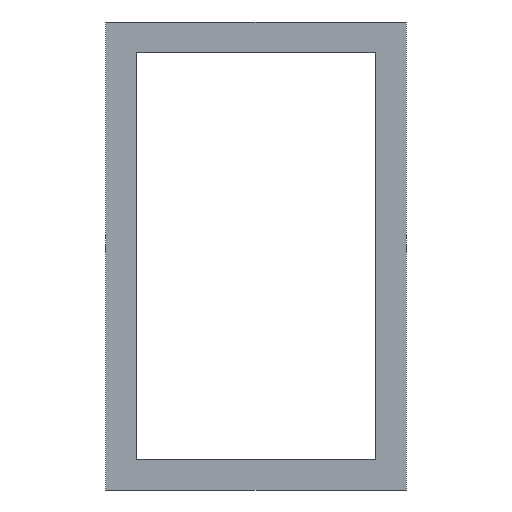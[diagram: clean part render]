
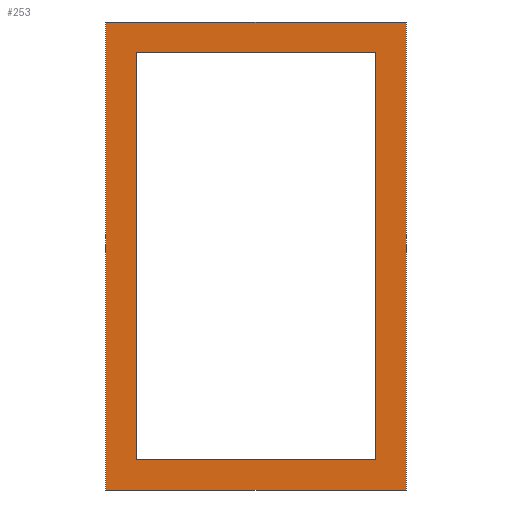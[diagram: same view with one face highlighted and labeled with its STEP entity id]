
A CAD part, left-side view. The second image highlights one B-rep face of the part: STEP entity #253.
In plain terms, the highlighted planar face has unit normal (-1, 0, 0).
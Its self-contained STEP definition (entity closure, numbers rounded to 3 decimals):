
#201=AXIS2_PLACEMENT_3D('Plane Axis2P3D',#198,#199,#200) ;
#127=CARTESIAN_POINT('Vertex',(0.,1030.717,1063.369)) ;
#132=CARTESIAN_POINT('Line Origine',(0.,1130.817,1063.369)) ;
#136=CARTESIAN_POINT('Vertex',(0.,1230.917,1063.369)) ;
#163=CARTESIAN_POINT('Line Origine',(0.,1130.817,1088.769)) ;
#167=CARTESIAN_POINT('Vertex',(0.,1256.317,1088.769)) ;
#169=CARTESIAN_POINT('Vertex',(0.,1005.317,1088.769)) ;
#198=CARTESIAN_POINT('Axis2P3D Location',(0.,0.,0.)) ;
#203=CARTESIAN_POINT('Line Origine',(0.,1005.317,893.189)) ;
#207=CARTESIAN_POINT('Vertex',(0.,1005.317,697.609)) ;
#210=CARTESIAN_POINT('Line Origine',(0.,1256.317,893.189)) ;
#214=CARTESIAN_POINT('Vertex',(0.,1256.317,697.609)) ;
#217=CARTESIAN_POINT('Line Origine',(0.,1130.817,697.609)) ;
#228=CARTESIAN_POINT('Line Origine',(0.,1030.717,893.189)) ;
#232=CARTESIAN_POINT('Vertex',(0.,1030.717,723.009)) ;
#235=CARTESIAN_POINT('Line Origine',(0.,1130.817,723.009)) ;
#239=CARTESIAN_POINT('Vertex',(0.,1230.917,723.009)) ;
#242=CARTESIAN_POINT('Line Origine',(0.,1230.917,893.189)) ;
#133=DIRECTION('Vector Direction',(0.,-1.,0.)) ;
#164=DIRECTION('Vector Direction',(0.,1.,0.)) ;
#199=DIRECTION('Axis2P3D Direction',(1.,0.,0.)) ;
#200=DIRECTION('Axis2P3D XDirection',(0.,1.,0.)) ;
#204=DIRECTION('Vector Direction',(0.,0.,-1.)) ;
#211=DIRECTION('Vector Direction',(0.,0.,1.)) ;
#218=DIRECTION('Vector Direction',(0.,-1.,0.)) ;
#229=DIRECTION('Vector Direction',(0.,0.,1.)) ;
#236=DIRECTION('Vector Direction',(0.,1.,0.)) ;
#243=DIRECTION('Vector Direction',(0.,0.,-1.)) ;
#134=VECTOR('Line Direction',#133,1.) ;
#165=VECTOR('Line Direction',#164,1.) ;
#205=VECTOR('Line Direction',#204,1.) ;
#212=VECTOR('Line Direction',#211,1.) ;
#219=VECTOR('Line Direction',#218,1.) ;
#230=VECTOR('Line Direction',#229,1.) ;
#237=VECTOR('Line Direction',#236,1.) ;
#244=VECTOR('Line Direction',#243,1.) ;
#223=ORIENTED_EDGE('',*,*,#209,.F.) ;
#224=ORIENTED_EDGE('',*,*,#171,.F.) ;
#225=ORIENTED_EDGE('',*,*,#216,.F.) ;
#226=ORIENTED_EDGE('',*,*,#221,.F.) ;
#248=ORIENTED_EDGE('',*,*,#234,.F.) ;
#249=ORIENTED_EDGE('',*,*,#241,.F.) ;
#250=ORIENTED_EDGE('',*,*,#246,.F.) ;
#251=ORIENTED_EDGE('',*,*,#138,.F.) ;
#252=FACE_BOUND('',#247,.T.) ;
#253=ADVANCED_FACE('PartBody',(#227,#252),#202,.F.) ;
#138=EDGE_CURVE('',#128,#137,#135,.F.) ;
#171=EDGE_CURVE('',#168,#170,#166,.F.) ;
#209=EDGE_CURVE('',#170,#208,#206,.T.) ;
#216=EDGE_CURVE('',#215,#168,#213,.T.) ;
#221=EDGE_CURVE('',#208,#215,#220,.F.) ;
#234=EDGE_CURVE('',#233,#128,#231,.T.) ;
#241=EDGE_CURVE('',#240,#233,#238,.F.) ;
#246=EDGE_CURVE('',#137,#240,#245,.T.) ;
#222=EDGE_LOOP('',(#223,#224,#225,#226)) ;
#247=EDGE_LOOP('',(#248,#249,#250,#251)) ;
#227=FACE_OUTER_BOUND('',#222,.T.) ;
#135=LINE('Line',#132,#134) ;
#166=LINE('Line',#163,#165) ;
#206=LINE('Line',#203,#205) ;
#213=LINE('Line',#210,#212) ;
#220=LINE('Line',#217,#219) ;
#231=LINE('Line',#228,#230) ;
#238=LINE('Line',#235,#237) ;
#245=LINE('Line',#242,#244) ;
#202=PLANE('',#201) ;
#128=VERTEX_POINT('',#127) ;
#137=VERTEX_POINT('',#136) ;
#168=VERTEX_POINT('',#167) ;
#170=VERTEX_POINT('',#169) ;
#208=VERTEX_POINT('',#207) ;
#215=VERTEX_POINT('',#214) ;
#233=VERTEX_POINT('',#232) ;
#240=VERTEX_POINT('',#239) ;
